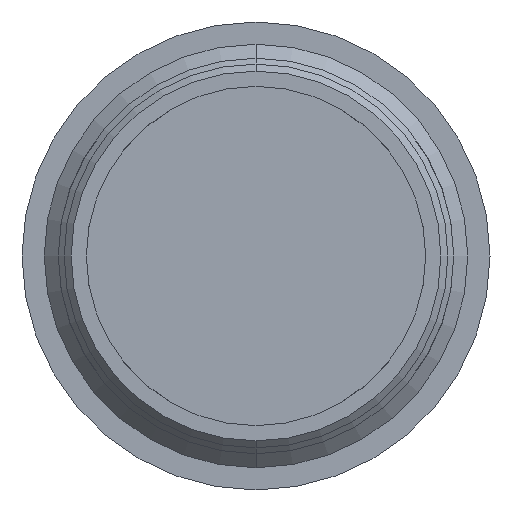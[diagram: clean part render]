
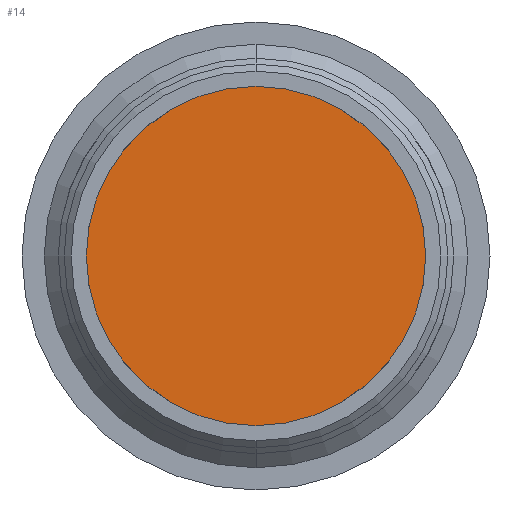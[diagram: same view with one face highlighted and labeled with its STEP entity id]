
A CAD part, left-side view. The second image highlights one B-rep face of the part: STEP entity #14.
In plain terms, the highlighted planar face has unit normal (-1, 0, 0).
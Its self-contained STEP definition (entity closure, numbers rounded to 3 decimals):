
#14 = ADVANCED_FACE ( 'NONE', ( #423 ), #275, .T. ) ;
#77 = AXIS2_PLACEMENT_3D ( 'NONE', #663, #431, #583 ) ;
#85 = AXIS2_PLACEMENT_3D ( 'NONE', #187, #567, #110 ) ;
#105 = CIRCLE ( 'NONE', #85, 7.25 ) ;
#110 = DIRECTION ( 'NONE',  ( 0., 0., 1. ) ) ;
#187 = CARTESIAN_POINT ( 'NONE',  ( -0.1, 19.5, 48.3 ) ) ;
#209 = VERTEX_POINT ( 'NONE', #329 ) ;
#240 = ORIENTED_EDGE ( 'NONE', *, *, #859, .T. ) ;
#275 = PLANE ( 'NONE',  #467 ) ;
#329 = CARTESIAN_POINT ( 'NONE',  ( -0.1, 19.5, 55.55 ) ) ;
#335 = ORIENTED_EDGE ( 'NONE', *, *, #347, .T. ) ;
#347 = EDGE_CURVE ( 'NONE', #857, #209, #594, .T. ) ;
#423 = FACE_OUTER_BOUND ( 'NONE', #995, .T. ) ;
#431 = DIRECTION ( 'NONE',  ( -1., 0., 0. ) ) ;
#432 = DIRECTION ( 'NONE',  ( 0., 0., 1. ) ) ;
#467 = AXIS2_PLACEMENT_3D ( 'NONE', #506, #828, #432 ) ;
#506 = CARTESIAN_POINT ( 'NONE',  ( -0.1, 19.5, 48.3 ) ) ;
#567 = DIRECTION ( 'NONE',  ( -1., 0., 0. ) ) ;
#583 = DIRECTION ( 'NONE',  ( 0., 0., 1. ) ) ;
#587 = CARTESIAN_POINT ( 'NONE',  ( -0.1, 19.5, 41.05 ) ) ;
#594 = CIRCLE ( 'NONE', #77, 7.25 ) ;
#663 = CARTESIAN_POINT ( 'NONE',  ( -0.1, 19.5, 48.3 ) ) ;
#828 = DIRECTION ( 'NONE',  ( -1., 0., 0. ) ) ;
#857 = VERTEX_POINT ( 'NONE', #587 ) ;
#859 = EDGE_CURVE ( 'NONE', #209, #857, #105, .T. ) ;
#995 = EDGE_LOOP ( 'NONE', ( #335, #240 ) ) ;
